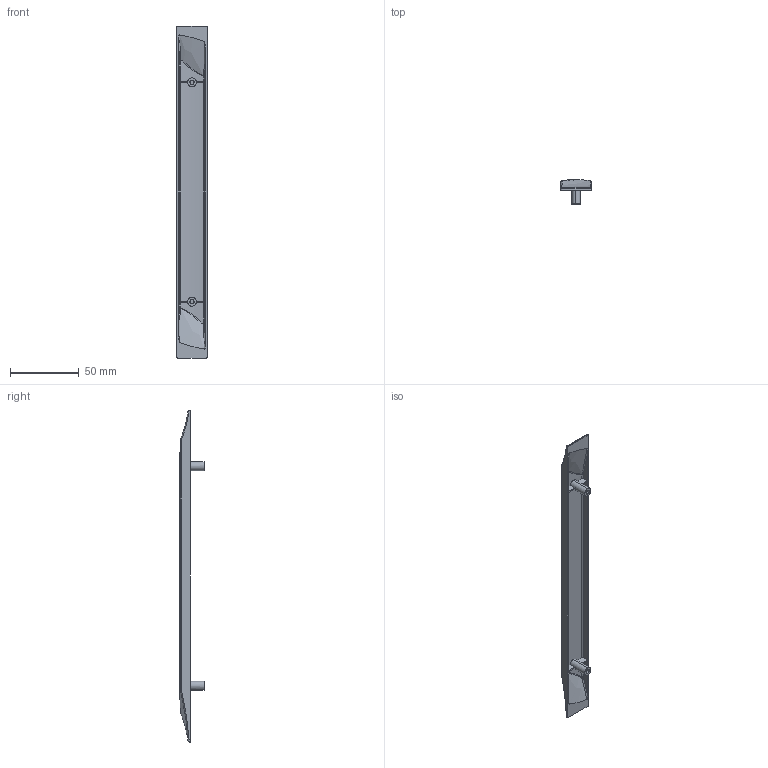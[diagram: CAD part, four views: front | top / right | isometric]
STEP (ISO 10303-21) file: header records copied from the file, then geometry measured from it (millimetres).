
FILE_DESCRIPTION (( 'STEP AP214' ), '1' );
FILE_NAME ('Aplique Flip 160mm.STEP', '2019-02-01T17:39:56', ( '' ), ( '' ), 'SwSTEP 2.0', 'SolidWorks 2018', '' );
FILE_SCHEMA (( 'AUTOMOTIVE_DESIGN' ));
Length unit declared in the file: millimetre
Products named in the file (1): Aplique Flip 160mm
Bounding box: 22 x 17.5 x 242 mm (x, y, z)
Volume: 16862.3 mm3; surface area: 16283.3 mm2
Topology: 1 solids, 1 shells, 91 faces, 232 edges, 146 vertices
Faces by surface type: bspline 40, cylinder 26, plane 21, sphere 4
Entity records: 3684 total; most frequent: CARTESIAN_POINT 1728, ORIENTED_EDGE 464, DIRECTION 318, EDGE_CURVE 232, VERTEX_POINT 146, AXIS2_PLACEMENT_3D 126, EDGE_LOOP 94, B_SPLINE_CURVE_WITH_KNOTS 92
